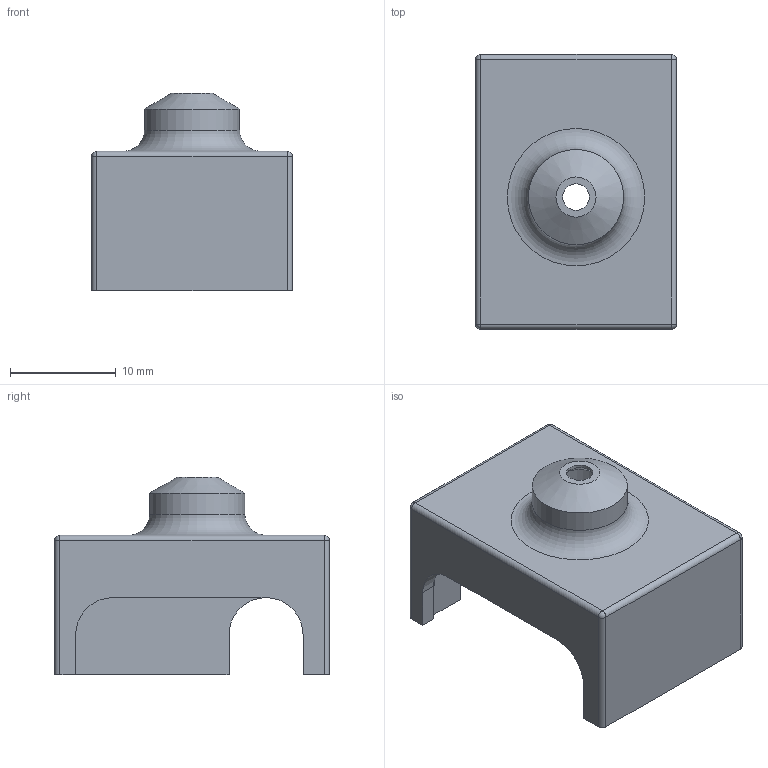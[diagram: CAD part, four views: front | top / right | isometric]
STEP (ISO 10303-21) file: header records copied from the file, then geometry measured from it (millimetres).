
FILE_DESCRIPTION(/* description */ (''),/* implementation_level */ '2;1');
FILE_NAME(/* name */ 'Silicone_Sock_1 v8.step',/* time_stamp */ '2025-09-07T12:00:30-04:00',/* author */ (''),/* organization */ (''),/* preprocessor_version */ 'ST-DEVELOPER v20.1',/* originating_system */ 'Autodesk Translation Framework v14.10.0.0',/* authorisation */ '');
FILE_SCHEMA (('AUTOMOTIVE_DESIGN { 1 0 10303 214 3 1 1 }'));
Length unit declared in the file: inch
Products named in the file (1): Silicone_Sock_1
Bounding box: 19 x 26 x 18.7 mm (x, y, z)
Volume: 1833 mm3; surface area: 2799.5 mm2
Topology: 1 solids, 1 shells, 58 faces, 133 edges, 79 vertices
Faces by surface type: cylinder 23, plane 22, sphere 8, cone 3, torus 2
Full cylindrical faces by diameter (mm): 2.5 x1, 7 x1, 9 x1
Entity records: 1679 total; most frequent: DIRECTION 305, CARTESIAN_POINT 271, ORIENTED_EDGE 266, EDGE_CURVE 133, AXIS2_PLACEMENT_3D 113, LINE 79, VECTOR 79, VERTEX_POINT 79
